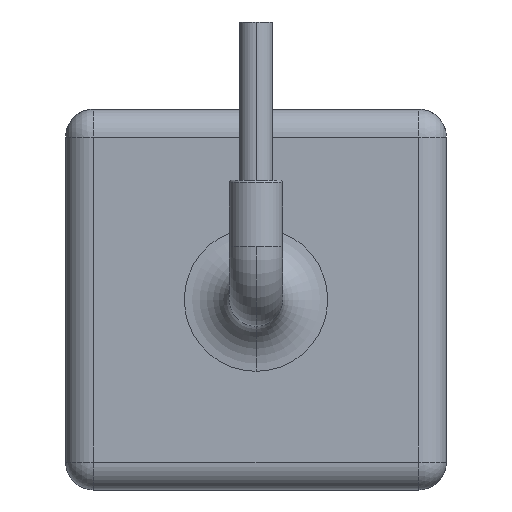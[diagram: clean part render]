
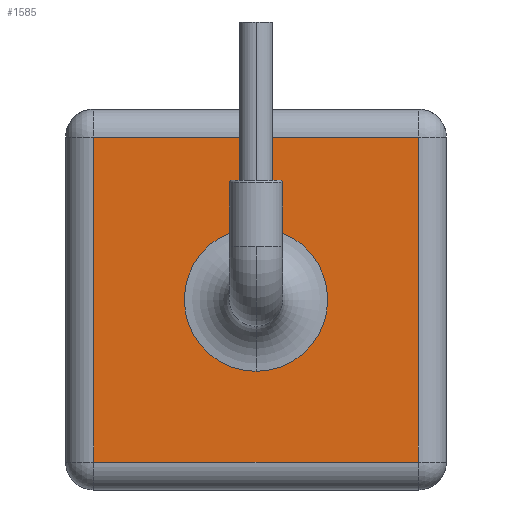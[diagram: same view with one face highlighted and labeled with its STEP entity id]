
A CAD part, front view. The second image highlights one B-rep face of the part: STEP entity #1585.
In plain terms, the highlighted planar face has unit normal (0, -1, 0).
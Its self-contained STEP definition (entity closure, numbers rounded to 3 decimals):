
#22 = CARTESIAN_POINT ( 'NONE',  ( 0., -1.375, 0. ) ) ;
#516 = EDGE_LOOP ( 'NONE', ( #13068, #8469 ) ) ;
#567 = CIRCLE ( 'NONE', #5425, 2.7 ) ;
#575 = DIRECTION ( 'NONE',  ( 0., 0., -1. ) ) ;
#659 = LINE ( 'NONE', #8468, #13639 ) ;
#1358 = ORIENTED_EDGE ( 'NONE', *, *, #9329, .T. ) ;
#1536 = DIRECTION ( 'NONE',  ( 0., 1., 0. ) ) ;
#1585 = ADVANCED_FACE ( 'NONE', ( #11485, #10617 ), #8457, .F. ) ;
#2032 = AXIS2_PLACEMENT_3D ( 'NONE', #3439, #4583, #7822 ) ;
#2346 = DIRECTION ( 'NONE',  ( 0., 0., 1. ) ) ;
#2722 = EDGE_CURVE ( 'NONE', #5484, #2734, #3007, .T. ) ;
#2734 = VERTEX_POINT ( 'NONE', #12818 ) ;
#2755 = CARTESIAN_POINT ( 'NONE',  ( 0., -1.375, 0. ) ) ;
#2830 = EDGE_CURVE ( 'NONE', #11540, #11860, #11005, .T. ) ;
#3007 = LINE ( 'NONE', #12888, #3415 ) ;
#3137 = DIRECTION ( 'NONE',  ( 0., 0., 1. ) ) ;
#3415 = VECTOR ( 'NONE', #5103, 1000. ) ;
#3439 = CARTESIAN_POINT ( 'NONE',  ( 0., -1.375, 0. ) ) ;
#3529 = CARTESIAN_POINT ( 'NONE',  ( 7.146, -1.375, -6.115 ) ) ;
#4409 = CARTESIAN_POINT ( 'NONE',  ( 0., -1.375, -2.7 ) ) ;
#4581 = EDGE_CURVE ( 'NONE', #13985, #5036, #5528, .T. ) ;
#4583 = DIRECTION ( 'NONE',  ( 0., 1., 0. ) ) ;
#5036 = VERTEX_POINT ( 'NONE', #7687 ) ;
#5103 = DIRECTION ( 'NONE',  ( -1., 0., 0. ) ) ;
#5143 = DIRECTION ( 'NONE',  ( 0., 0., 1. ) ) ;
#5425 = AXIS2_PLACEMENT_3D ( 'NONE', #22, #13240, #2346 ) ;
#5484 = VERTEX_POINT ( 'NONE', #7747 ) ;
#5528 = LINE ( 'NONE', #3529, #8073 ) ;
#5986 = LINE ( 'NONE', #13933, #7866 ) ;
#6312 = EDGE_CURVE ( 'NONE', #2734, #13985, #5986, .T. ) ;
#6892 = DIRECTION ( 'NONE',  ( 1., 0., 0. ) ) ;
#7199 = ORIENTED_EDGE ( 'NONE', *, *, #2722, .T. ) ;
#7687 = CARTESIAN_POINT ( 'NONE',  ( 6.115, -1.375, -6.115 ) ) ;
#7747 = CARTESIAN_POINT ( 'NONE',  ( 6.115, -1.375, 6.115 ) ) ;
#7822 = DIRECTION ( 'NONE',  ( 0., 0., 1. ) ) ;
#7837 = ORIENTED_EDGE ( 'NONE', *, *, #6312, .T. ) ;
#7866 = VECTOR ( 'NONE', #575, 1000. ) ;
#8073 = VECTOR ( 'NONE', #6892, 1000. ) ;
#8457 = PLANE ( 'NONE',  #11247 ) ;
#8468 = CARTESIAN_POINT ( 'NONE',  ( 6.115, -1.375, 7.146 ) ) ;
#8469 = ORIENTED_EDGE ( 'NONE', *, *, #2830, .T. ) ;
#8908 = EDGE_CURVE ( 'NONE', #11860, #11540, #567, .T. ) ;
#9329 = EDGE_CURVE ( 'NONE', #5036, #5484, #659, .T. ) ;
#9574 = CARTESIAN_POINT ( 'NONE',  ( -6.115, -1.375, -6.115 ) ) ;
#10617 = FACE_OUTER_BOUND ( 'NONE', #11094, .T. ) ;
#11005 = CIRCLE ( 'NONE', #2032, 2.7 ) ;
#11094 = EDGE_LOOP ( 'NONE', ( #7837, #13514, #1358, #7199 ) ) ;
#11247 = AXIS2_PLACEMENT_3D ( 'NONE', #2755, #1536, #5143 ) ;
#11485 = FACE_BOUND ( 'NONE', #516, .T. ) ;
#11540 = VERTEX_POINT ( 'NONE', #4409 ) ;
#11860 = VERTEX_POINT ( 'NONE', #13695 ) ;
#12818 = CARTESIAN_POINT ( 'NONE',  ( -6.115, -1.375, 6.115 ) ) ;
#12888 = CARTESIAN_POINT ( 'NONE',  ( -7.146, -1.375, 6.115 ) ) ;
#13068 = ORIENTED_EDGE ( 'NONE', *, *, #8908, .T. ) ;
#13240 = DIRECTION ( 'NONE',  ( 0., 1., 0. ) ) ;
#13514 = ORIENTED_EDGE ( 'NONE', *, *, #4581, .T. ) ;
#13639 = VECTOR ( 'NONE', #3137, 1000. ) ;
#13695 = CARTESIAN_POINT ( 'NONE',  ( 0., -1.375, 2.7 ) ) ;
#13933 = CARTESIAN_POINT ( 'NONE',  ( -6.115, -1.375, -7.146 ) ) ;
#13985 = VERTEX_POINT ( 'NONE', #9574 ) ;
